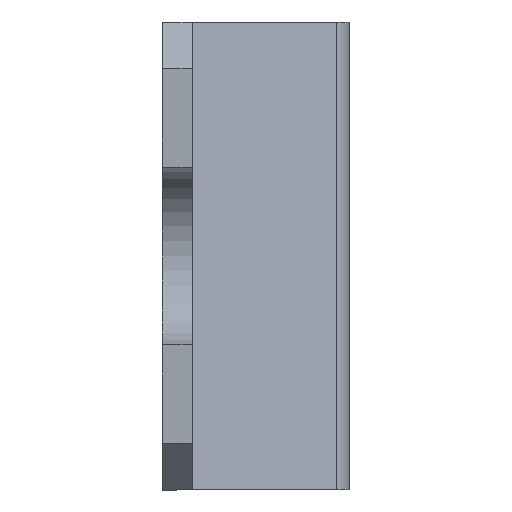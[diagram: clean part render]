
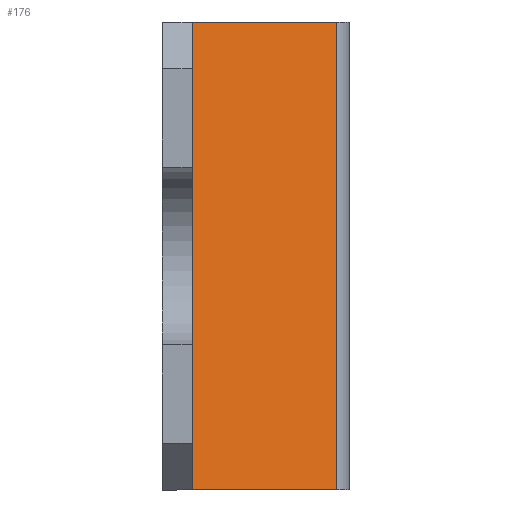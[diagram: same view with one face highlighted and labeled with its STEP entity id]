
A CAD part, left-side view. The second image highlights one B-rep face of the part: STEP entity #176.
In plain terms, the highlighted planar face has unit normal (-0.83, -0.558, 0).
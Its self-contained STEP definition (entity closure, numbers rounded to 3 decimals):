
#176 = ADVANCED_FACE ( 'NONE', ( #652 ), #622, .F. ) ;
#177 = EDGE_LOOP ( 'NONE', ( #178, #181, #184, #186 ) ) ;
#178 = ORIENTED_EDGE ( 'NONE', *, *, #179, .T. ) ;
#179 = EDGE_CURVE ( 'NONE', #206, #180, #666, .T. ) ;
#180 = VERTEX_POINT ( 'NONE', #662 ) ;
#181 = ORIENTED_EDGE ( 'NONE', *, *, #182, .F. ) ;
#182 = EDGE_CURVE ( 'NONE', #183, #180, #534, .T. ) ;
#183 = VERTEX_POINT ( 'NONE', #530 ) ;
#184 = ORIENTED_EDGE ( 'NONE', *, *, #185, .F. ) ;
#185 = EDGE_CURVE ( 'NONE', #205, #183, #529, .T. ) ;
#186 = ORIENTED_EDGE ( 'NONE', *, *, #203, .T. ) ;
#203 = EDGE_CURVE ( 'NONE', #205, #206, #692, .T. ) ;
#205 = VERTEX_POINT ( 'NONE', #688 ) ;
#206 = VERTEX_POINT ( 'NONE', #687 ) ;
#526 = DIRECTION ( 'NONE',  ( 0.558, -0.83, 0. ) ) ;
#527 = VECTOR ( 'NONE', #526, 1000. ) ;
#528 = CARTESIAN_POINT ( 'NONE',  ( 32.5, -3.2, 25. ) ) ;
#529 = LINE ( 'NONE', #528, #527 ) ;
#530 = CARTESIAN_POINT ( 'NONE',  ( 42.844, -18.585, 25. ) ) ;
#531 = DIRECTION ( 'NONE',  ( 0., 0., -1. ) ) ;
#532 = VECTOR ( 'NONE', #531, 1000. ) ;
#533 = CARTESIAN_POINT ( 'NONE',  ( 42.844, -18.585, 25. ) ) ;
#534 = LINE ( 'NONE', #533, #532 ) ;
#618 = DIRECTION ( 'NONE',  ( -0.558, 0.83, 0. ) ) ;
#619 = DIRECTION ( 'NONE',  ( 0.83, 0.558, 0. ) ) ;
#620 = CARTESIAN_POINT ( 'NONE',  ( 32.5, -3.2, 25. ) ) ;
#621 = AXIS2_PLACEMENT_3D ( 'NONE', #620, #619, #618 ) ;
#622 = PLANE ( 'NONE',  #621 ) ;
#652 = FACE_OUTER_BOUND ( 'NONE', #177, .T. ) ;
#662 = CARTESIAN_POINT ( 'NONE',  ( 42.844, -18.585, -25. ) ) ;
#663 = DIRECTION ( 'NONE',  ( 0.558, -0.83, 0. ) ) ;
#664 = VECTOR ( 'NONE', #663, 1000. ) ;
#665 = CARTESIAN_POINT ( 'NONE',  ( 32.5, -3.2, -25. ) ) ;
#666 = LINE ( 'NONE', #665, #664 ) ;
#687 = CARTESIAN_POINT ( 'NONE',  ( 32.5, -3.2, -25. ) ) ;
#688 = CARTESIAN_POINT ( 'NONE',  ( 32.5, -3.2, 25. ) ) ;
#689 = DIRECTION ( 'NONE',  ( 0., 0., -1. ) ) ;
#690 = VECTOR ( 'NONE', #689, 1000. ) ;
#691 = CARTESIAN_POINT ( 'NONE',  ( 32.5, -3.2, 25. ) ) ;
#692 = LINE ( 'NONE', #691, #690 ) ;
